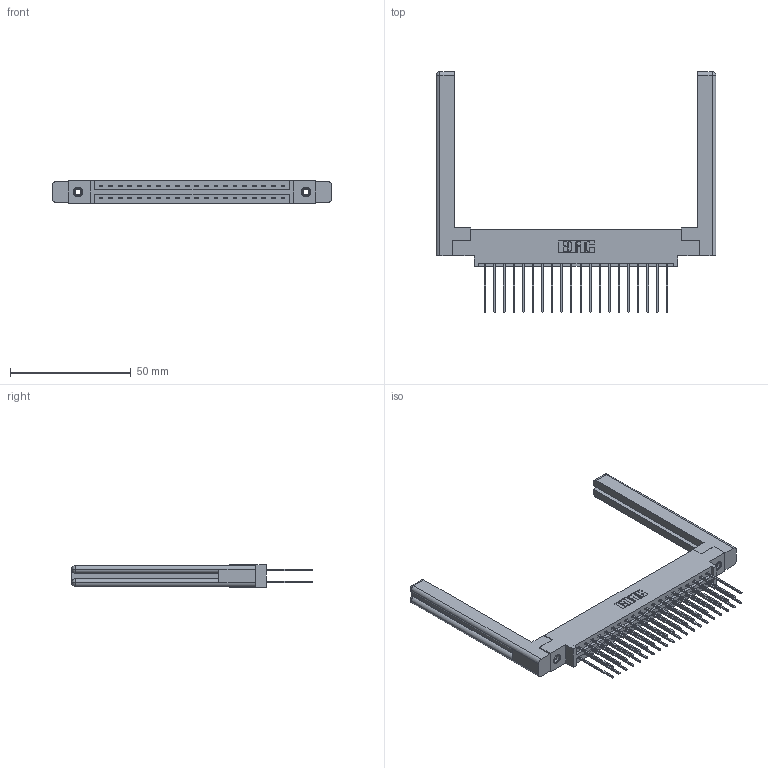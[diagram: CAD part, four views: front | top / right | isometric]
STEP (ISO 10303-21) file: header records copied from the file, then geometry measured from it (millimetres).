
FILE_DESCRIPTION (( 'STEP AP203' ), '1' );
FILE_NAME ('337-040-541-858.STEP', '2019-10-11T12:06:44', ( '' ), ( '' ), 'SwSTEP 2.0', 'SolidWorks 2016', '' );
FILE_SCHEMA (( 'CONFIG_CONTROL_DESIGN' ));
Length unit declared in the file: inch
Products named in the file (5): 337 Part_0.170 Offset - 0.156 Dia-TI; 345-250-001_345-250-001-102; 337-040-541-858; 345-292-001_345-293-141; 307-220-058
Assembly tree (45 placements, depth 2):
  337-040-541-858
    337 Part_0.170 Offset - 0.156 Dia-TI
    345-292-001_345-293-141  x40
    345-250-001_345-250-001-102  x2
    307-220-058  x2
Bounding box: 115.87 x 99.7 x 9.4 mm (x, y, z)
Volume: 19173.3 mm3; surface area: 19693.8 mm2
Topology: 45 solids, 45 shells, 2420 faces, 7117 edges, 4678 vertices
Faces by surface type: plane 1678, cylinder 718, cone 12, torus 12
Entity records: 21136 total; most frequent: CARTESIAN_POINT 3589, ORIENTED_EDGE 3464, DIRECTION 3108, EDGE_CURVE 1732, VECTOR 1556, LINE 1556, VERTEX_POINT 1146, AXIS2_PLACEMENT_3D 776
